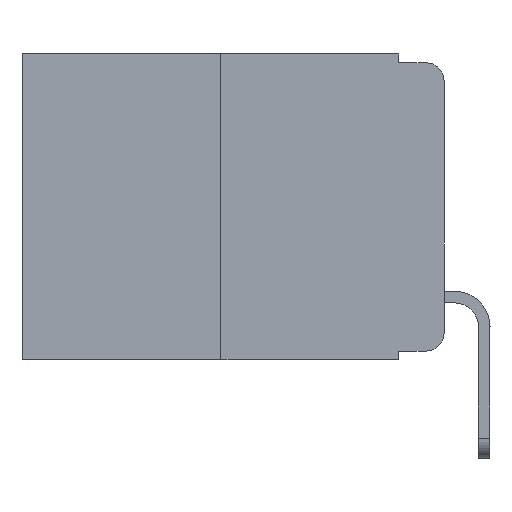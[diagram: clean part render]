
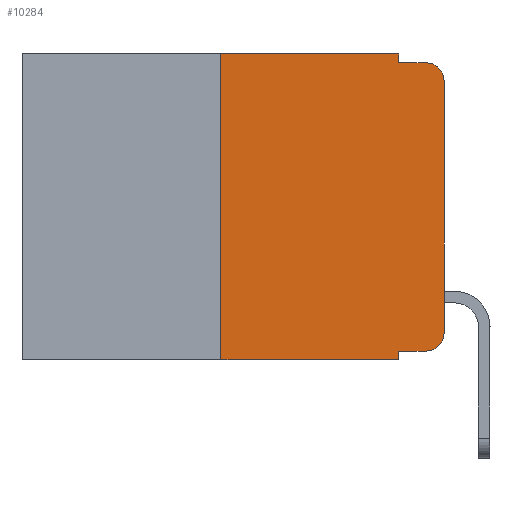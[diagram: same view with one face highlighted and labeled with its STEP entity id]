
A CAD part, left-side view. The second image highlights one B-rep face of the part: STEP entity #10284.
In plain terms, the highlighted planar face has unit normal (-1, 0, 0).
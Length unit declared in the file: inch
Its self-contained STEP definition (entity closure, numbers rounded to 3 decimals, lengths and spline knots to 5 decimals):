
#214 = VERTEX_POINT ( 'NONE', #2099 ) ;
#660 = DIRECTION ( 'NONE',  ( 0., -1., 0. ) ) ;
#670 = VERTEX_POINT ( 'NONE', #8858 ) ;
#884 = DIRECTION ( 'NONE',  ( 0., 0., -1. ) ) ;
#896 = VERTEX_POINT ( 'NONE', #13168 ) ;
#2099 = CARTESIAN_POINT ( 'NONE',  ( 0., 0.02, -0.01 ) ) ;
#2930 = LINE ( 'NONE', #21520, #23507 ) ;
#3265 = VECTOR ( 'NONE', #18594, 39.37008 ) ;
#3980 = EDGE_LOOP ( 'NONE', ( #6539, #9189, #19604, #15256, #4830, #25539, #11094, #7551, #8213, #23639 ) ) ;
#4389 = CARTESIAN_POINT ( 'NONE',  ( 0., 0.051, 0. ) ) ;
#4830 = ORIENTED_EDGE ( 'NONE', *, *, #13981, .F. ) ;
#5901 = EDGE_CURVE ( 'NONE', #13539, #22941, #9275, .T. ) ;
#6471 = EDGE_CURVE ( 'NONE', #22941, #214, #19643, .T. ) ;
#6539 = ORIENTED_EDGE ( 'NONE', *, *, #5901, .T. ) ;
#6551 = LINE ( 'NONE', #20972, #12104 ) ;
#6713 = VERTEX_POINT ( 'NONE', #25576 ) ;
#6888 = EDGE_CURVE ( 'NONE', #7394, #670, #6551, .T. ) ;
#7065 = VECTOR ( 'NONE', #24941, 39.37008 ) ;
#7330 = CARTESIAN_POINT ( 'NONE',  ( 0., 0.051, -0.333 ) ) ;
#7394 = VERTEX_POINT ( 'NONE', #11567 ) ;
#7551 = ORIENTED_EDGE ( 'NONE', *, *, #15603, .F. ) ;
#8213 = ORIENTED_EDGE ( 'NONE', *, *, #15780, .T. ) ;
#8294 = CARTESIAN_POINT ( 'NONE',  ( 0., 0.051, 0. ) ) ;
#8606 = VECTOR ( 'NONE', #660, 39.37008 ) ;
#8858 = CARTESIAN_POINT ( 'NONE',  ( 0., 0.051, -0.343 ) ) ;
#9023 = CARTESIAN_POINT ( 'NONE',  ( 0., 0.02, -0.313 ) ) ;
#9189 = ORIENTED_EDGE ( 'NONE', *, *, #6471, .T. ) ;
#9257 = CARTESIAN_POINT ( 'NONE',  ( 0., 0.25, 0. ) ) ;
#9275 = LINE ( 'NONE', #14312, #19110 ) ;
#9289 = DIRECTION ( 'NONE',  ( 0., -1., 0. ) ) ;
#10284 = ADVANCED_FACE ( 'NONE', ( #10648 ), #23036, .F. ) ;
#10363 = EDGE_CURVE ( 'NONE', #896, #214, #2930, .T. ) ;
#10579 = EDGE_CURVE ( 'NONE', #20495, #896, #14499, .T. ) ;
#10648 = FACE_OUTER_BOUND ( 'NONE', #3980, .T. ) ;
#11077 = DIRECTION ( 'NONE',  ( 0., 0., -1. ) ) ;
#11094 = ORIENTED_EDGE ( 'NONE', *, *, #6888, .T. ) ;
#11567 = CARTESIAN_POINT ( 'NONE',  ( 0., 0.25, -0.343 ) ) ;
#11634 = DIRECTION ( 'NONE',  ( -1., 0., 0. ) ) ;
#11795 = CARTESIAN_POINT ( 'NONE',  ( 0., 0.473, 0. ) ) ;
#12104 = VECTOR ( 'NONE', #9289, 39.37008 ) ;
#12111 = CARTESIAN_POINT ( 'NONE',  ( 0., 0.051, 0. ) ) ;
#12141 = CARTESIAN_POINT ( 'NONE',  ( 0., 0.051, -0.333 ) ) ;
#13168 = CARTESIAN_POINT ( 'NONE',  ( 0., 0.051, -0.01 ) ) ;
#13539 = VERTEX_POINT ( 'NONE', #21796 ) ;
#13645 = DIRECTION ( 'NONE',  ( 0., 0., 1. ) ) ;
#13693 = DIRECTION ( 'NONE',  ( 1., 0., 0. ) ) ;
#13981 = EDGE_CURVE ( 'NONE', #23501, #20495, #22115, .T. ) ;
#14312 = CARTESIAN_POINT ( 'NONE',  ( 0., 0., 0. ) ) ;
#14397 = CARTESIAN_POINT ( 'NONE',  ( 0., 0., -0.03 ) ) ;
#14499 = LINE ( 'NONE', #4389, #3265 ) ;
#15256 = ORIENTED_EDGE ( 'NONE', *, *, #10579, .F. ) ;
#15360 = AXIS2_PLACEMENT_3D ( 'NONE', #21200, #13693, #884 ) ;
#15454 = EDGE_CURVE ( 'NONE', #7394, #23501, #25865, .T. ) ;
#15603 = EDGE_CURVE ( 'NONE', #15980, #670, #17679, .T. ) ;
#15628 = CARTESIAN_POINT ( 'NONE',  ( 0., 0.25, 0. ) ) ;
#15780 = EDGE_CURVE ( 'NONE', #15980, #6713, #17376, .T. ) ;
#15980 = VERTEX_POINT ( 'NONE', #12141 ) ;
#16983 = EDGE_CURVE ( 'NONE', #6713, #13539, #17615, .T. ) ;
#17376 = LINE ( 'NONE', #7330, #8606 ) ;
#17615 = CIRCLE ( 'NONE', #23355, 0.02 ) ;
#17679 = LINE ( 'NONE', #12111, #25586 ) ;
#18594 = DIRECTION ( 'NONE',  ( 0., 0., -1. ) ) ;
#19110 = VECTOR ( 'NONE', #25311, 39.37008 ) ;
#19604 = ORIENTED_EDGE ( 'NONE', *, *, #10363, .F. ) ;
#19629 = DIRECTION ( 'NONE',  ( 0., -1., 0. ) ) ;
#19643 = CIRCLE ( 'NONE', #23155, 0.02 ) ;
#19834 = DIRECTION ( 'NONE',  ( 0., 0., -1. ) ) ;
#20495 = VERTEX_POINT ( 'NONE', #8294 ) ;
#20567 = VECTOR ( 'NONE', #13645, 39.37008 ) ;
#20972 = CARTESIAN_POINT ( 'NONE',  ( 0., 0.473, -0.343 ) ) ;
#21200 = CARTESIAN_POINT ( 'NONE',  ( 0., 0.473, 0. ) ) ;
#21520 = CARTESIAN_POINT ( 'NONE',  ( 0., 0.051, -0.01 ) ) ;
#21796 = CARTESIAN_POINT ( 'NONE',  ( 0., 0., -0.313 ) ) ;
#22115 = LINE ( 'NONE', #11795, #7065 ) ;
#22591 = DIRECTION ( 'NONE',  ( -1., 0., 0. ) ) ;
#22941 = VERTEX_POINT ( 'NONE', #14397 ) ;
#23036 = PLANE ( 'NONE',  #15360 ) ;
#23072 = CARTESIAN_POINT ( 'NONE',  ( 0., 0.02, -0.03 ) ) ;
#23155 = AXIS2_PLACEMENT_3D ( 'NONE', #23072, #11634, #24805 ) ;
#23355 = AXIS2_PLACEMENT_3D ( 'NONE', #9023, #22591, #11077 ) ;
#23501 = VERTEX_POINT ( 'NONE', #9257 ) ;
#23507 = VECTOR ( 'NONE', #19629, 39.37008 ) ;
#23639 = ORIENTED_EDGE ( 'NONE', *, *, #16983, .T. ) ;
#24805 = DIRECTION ( 'NONE',  ( 0., 0., -1. ) ) ;
#24941 = DIRECTION ( 'NONE',  ( 0., -1., 0. ) ) ;
#25311 = DIRECTION ( 'NONE',  ( 0., 0., 1. ) ) ;
#25539 = ORIENTED_EDGE ( 'NONE', *, *, #15454, .F. ) ;
#25576 = CARTESIAN_POINT ( 'NONE',  ( 0., 0.02, -0.333 ) ) ;
#25586 = VECTOR ( 'NONE', #19834, 39.37008 ) ;
#25865 = LINE ( 'NONE', #15628, #20567 ) ;
